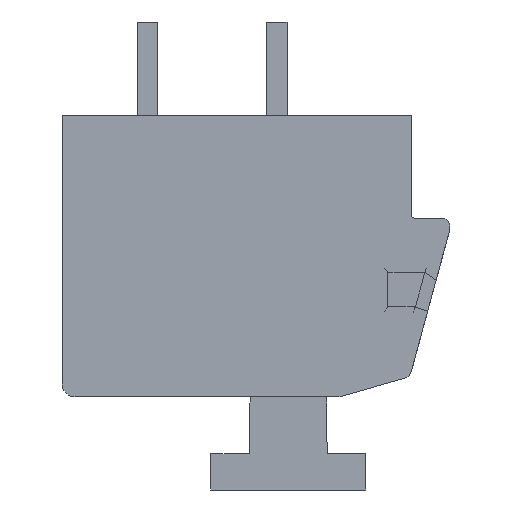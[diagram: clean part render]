
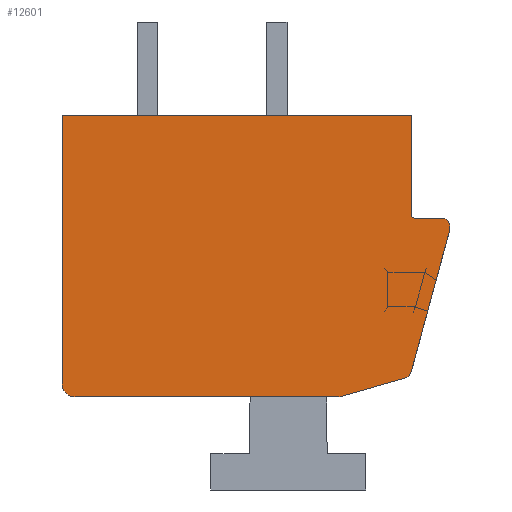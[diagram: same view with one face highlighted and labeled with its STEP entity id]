
A CAD part, front view. The second image highlights one B-rep face of the part: STEP entity #12601.
In plain terms, the highlighted planar face has unit normal (0, -1, 0).
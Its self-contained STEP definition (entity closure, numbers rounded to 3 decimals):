
#1=CARTESIAN_POINT('',(7.2,-103.75,1.15));
#2=DIRECTION('',(0.,-1.,0.));
#3=DIRECTION('',(1.,0.,0.));
#4=AXIS2_PLACEMENT_3D('',#1,#2,#3);
#6=DIRECTION('',(0.,0.,-1.));
#7=VECTOR('',#6,0.119);
#8=CARTESIAN_POINT('',(7.5,-103.75,1.15));
#9=LINE('',#8,#7);
#10=DIRECTION('',(0.262,0.,0.965));
#11=VECTOR('',#10,5.739);
#12=CARTESIAN_POINT('',(5.994,-103.75,-4.507));
#13=LINE('',#12,#11);
#14=CARTESIAN_POINT('',(5.705,-103.75,-4.428));
#15=DIRECTION('',(0.,-1.,0.));
#16=DIRECTION('',(0.274,0.,-0.962));
#17=AXIS2_PLACEMENT_3D('',#14,#15,#16);
#19=DIRECTION('',(0.962,0.,0.274));
#20=VECTOR('',#19,2.679);
#21=CARTESIAN_POINT('',(3.21,-103.75,-5.45));
#22=LINE('',#21,#20);
#23=DIRECTION('',(-1.,0.,0.));
#24=VECTOR('',#23,10.21);
#25=CARTESIAN_POINT('',(3.21,-103.75,-5.45));
#26=LINE('',#25,#24);
#27=CARTESIAN_POINT('',(-7.,-103.75,-4.95));
#28=DIRECTION('',(0.,-1.,0.));
#29=DIRECTION('',(-1.,0.,0.));
#30=AXIS2_PLACEMENT_3D('',#27,#28,#29);
#32=DIRECTION('',(0.,0.,1.));
#33=VECTOR('',#32,10.4);
#34=CARTESIAN_POINT('',(-7.5,-103.75,-4.95));
#35=LINE('',#34,#33);
#36=DIRECTION('',(1.,0.,0.));
#37=VECTOR('',#36,13.5);
#38=CARTESIAN_POINT('',(-7.5,-103.75,5.45));
#39=LINE('',#38,#37);
#40=DIRECTION('',(0.,0.,-1.));
#41=VECTOR('',#40,3.85);
#42=CARTESIAN_POINT('',(6.,-103.75,5.45));
#43=LINE('',#42,#41);
#44=DIRECTION('',(1.,0.,0.));
#45=VECTOR('',#44,1.05);
#46=CARTESIAN_POINT('',(6.15,-103.75,1.45));
#47=LINE('',#46,#45);
#60=CARTESIAN_POINT('',(6.15,-103.75,1.6));
#61=DIRECTION('',(0.,1.,0.));
#62=DIRECTION('',(0.,0.,-1.));
#63=AXIS2_PLACEMENT_3D('',#60,#61,#62);
#10044=CARTESIAN_POINT('',(-7.5,-103.75,5.45));
#10045=CARTESIAN_POINT('',(6.,-103.75,5.45));
#10046=VERTEX_POINT('',#10044);
#10047=VERTEX_POINT('',#10045);
#10048=CARTESIAN_POINT('',(6.,-103.75,1.6));
#10049=VERTEX_POINT('',#10048);
#10050=CARTESIAN_POINT('',(6.15,-103.75,1.45));
#10051=VERTEX_POINT('',#10050);
#10052=CARTESIAN_POINT('',(7.5,-103.75,1.15));
#10053=CARTESIAN_POINT('',(7.2,-103.75,1.45));
#10054=VERTEX_POINT('',#10052);
#10055=VERTEX_POINT('',#10053);
#10056=CARTESIAN_POINT('',(5.787,-103.75,-4.716));
#10057=CARTESIAN_POINT('',(5.994,-103.75,-4.507));
#10058=VERTEX_POINT('',#10056);
#10059=VERTEX_POINT('',#10057);
#10060=CARTESIAN_POINT('',(-7.5,-103.75,-4.95));
#10061=CARTESIAN_POINT('',(-7.,-103.75,-5.45));
#10062=VERTEX_POINT('',#10060);
#10063=VERTEX_POINT('',#10061);
#10064=CARTESIAN_POINT('',(3.21,-103.75,-5.45));
#10065=VERTEX_POINT('',#10064);
#10066=CARTESIAN_POINT('',(7.5,-103.75,1.031));
#10067=VERTEX_POINT('',#10066);
#12570=CARTESIAN_POINT('',(0.,-103.75,0.));
#12571=DIRECTION('',(0.,1.,0.));
#12572=DIRECTION('',(1.,0.,0.));
#12573=AXIS2_PLACEMENT_3D('',#12570,#12571,#12572);
#12574=PLANE('',#12573);
#12576=ORIENTED_EDGE('',*,*,#12575,.F.);
#12578=ORIENTED_EDGE('',*,*,#12577,.T.);
#12580=ORIENTED_EDGE('',*,*,#12579,.F.);
#12582=ORIENTED_EDGE('',*,*,#12581,.F.);
#12584=ORIENTED_EDGE('',*,*,#12583,.F.);
#12586=ORIENTED_EDGE('',*,*,#12585,.T.);
#12588=ORIENTED_EDGE('',*,*,#12587,.F.);
#12590=ORIENTED_EDGE('',*,*,#12589,.T.);
#12592=ORIENTED_EDGE('',*,*,#12591,.T.);
#12594=ORIENTED_EDGE('',*,*,#12593,.T.);
#12596=ORIENTED_EDGE('',*,*,#12595,.F.);
#12598=ORIENTED_EDGE('',*,*,#12597,.T.);
#12599=EDGE_LOOP('',(#12576,#12578,#12580,#12582,#12584,#12586,#12588,#12590,
#12592,#12594,#12596,#12598));
#12600=FACE_OUTER_BOUND('',#12599,.F.);
#12601=ADVANCED_FACE('',(#12600),#12574,.F.);
#5=CIRCLE('',#4,0.3);
#18=CIRCLE('',#17,0.3);
#31=CIRCLE('',#30,0.5);
#64=CIRCLE('',#63,0.15);
#12575=EDGE_CURVE('',#10054,#10055,#5,.T.);
#12577=EDGE_CURVE('',#10054,#10067,#9,.T.);
#12579=EDGE_CURVE('',#10059,#10067,#13,.T.);
#12581=EDGE_CURVE('',#10058,#10059,#18,.T.);
#12583=EDGE_CURVE('',#10065,#10058,#22,.T.);
#12585=EDGE_CURVE('',#10065,#10063,#26,.T.);
#12587=EDGE_CURVE('',#10062,#10063,#31,.T.);
#12589=EDGE_CURVE('',#10062,#10046,#35,.T.);
#12591=EDGE_CURVE('',#10046,#10047,#39,.T.);
#12593=EDGE_CURVE('',#10047,#10049,#43,.T.);
#12595=EDGE_CURVE('',#10051,#10049,#64,.T.);
#12597=EDGE_CURVE('',#10051,#10055,#47,.T.);
